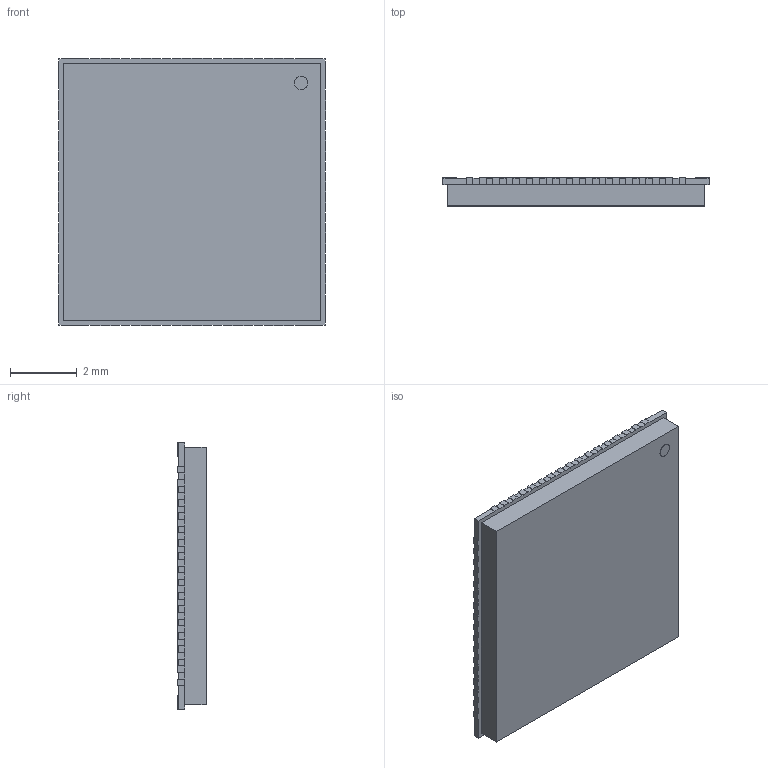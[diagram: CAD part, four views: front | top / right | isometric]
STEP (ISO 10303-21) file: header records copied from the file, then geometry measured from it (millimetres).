
FILE_DESCRIPTION (( 'STEP AP214' ), '1' );
FILE_NAME ('User Library-QFN68(8x8mm).STEP', '2020-11-22T13:37:40', ( '' ), ( '' ), 'SwSTEP 2.0', 'SolidWorks 2020', '' );
FILE_SCHEMA (( 'AUTOMOTIVE_DESIGN' ));
Length unit declared in the file: millimetre
Products named in the file (1): User Library-QFN68(8x8mm)
Bounding box: 8.04 x 0.85 x 8.04 mm (x, y, z)
Volume: 51.3 mm3; surface area: 157 mm2
Topology: 1 solids, 1 shells, 563 faces, 1674 edges, 1116 vertices
Faces by surface type: plane 425, cylinder 138
Entity records: 19658 total; most frequent: CARTESIAN_POINT 3354, ORIENTED_EDGE 3348, DIRECTION 3078, EDGE_CURVE 1674, VECTOR 1398, LINE 1398, VERTEX_POINT 1116, AXIS2_PLACEMENT_3D 840
